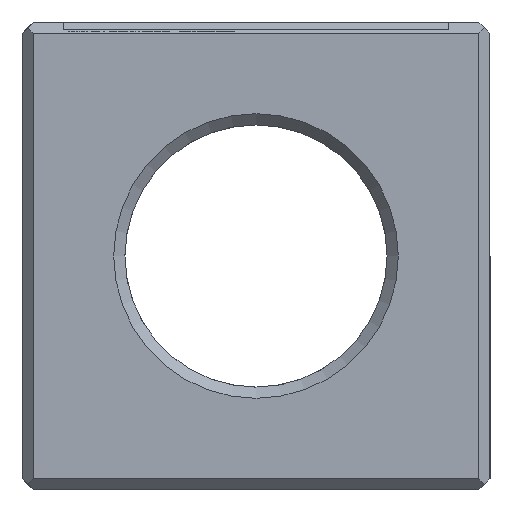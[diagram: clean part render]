
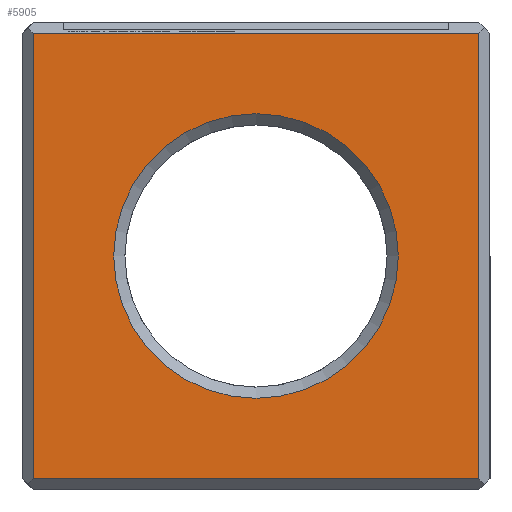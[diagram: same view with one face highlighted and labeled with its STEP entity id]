
A CAD part, left-side view. The second image highlights one B-rep face of the part: STEP entity #5905.
In plain terms, the highlighted planar face has unit normal (-1, 0, 0).
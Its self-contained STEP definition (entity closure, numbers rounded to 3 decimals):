
#72 = PLANE('',#73);
#73 = AXIS2_PLACEMENT_3D('',#74,#75,#76);
#74 = CARTESIAN_POINT('',(0.,0.,0.3));
#75 = DIRECTION('',(-0.707,0.,-0.707)
  );
#76 = DIRECTION('',(0.707,0.,-0.707));
#1272 = PLANE('',#1273);
#1273 = AXIS2_PLACEMENT_3D('',#1274,#1275,#1276);
#1274 = CARTESIAN_POINT('',(0.3,12.5,0.));
#1275 = DIRECTION('',(0.707,-0.707,0.));
#1276 = DIRECTION('',(-0.707,-0.707,0.));
#1503 = PLANE('',#1504);
#1504 = AXIS2_PLACEMENT_3D('',#1505,#1506,#1507);
#1505 = CARTESIAN_POINT('',(0.3,0.,0.));
#1506 = DIRECTION('',(-0.707,-0.707,0.));
#1507 = DIRECTION('',(-0.707,0.707,0.));
#1571 = VERTEX_POINT('',#1572);
#1572 = CARTESIAN_POINT('',(0.,0.3,0.3));
#1593 = EDGE_CURVE('',#1571,#1594,#1596,.T.);
#1594 = VERTEX_POINT('',#1595);
#1595 = CARTESIAN_POINT('',(0.,12.2,0.3));
#1596 = SURFACE_CURVE('',#1597,(#1601,#1608),.PCURVE_S1.);
#1597 = LINE('',#1598,#1599);
#1598 = CARTESIAN_POINT('',(0.,0.,0.3));
#1599 = VECTOR('',#1600,1.);
#1600 = DIRECTION('',(0.,1.,0.));
#1601 = PCURVE('',#72,#1602);
#1602 = DEFINITIONAL_REPRESENTATION('',(#1603),#1607);
#1603 = LINE('',#1604,#1605);
#1604 = CARTESIAN_POINT('',(0.,0.));
#1605 = VECTOR('',#1606,1.);
#1606 = DIRECTION('',(0.,-1.));
#1607 = ( GEOMETRIC_REPRESENTATION_CONTEXT(2) 
PARAMETRIC_REPRESENTATION_CONTEXT() REPRESENTATION_CONTEXT('2D SPACE',''
  ) );
#1608 = PCURVE('',#1609,#1614);
#1609 = PLANE('',#1610);
#1610 = AXIS2_PLACEMENT_3D('',#1611,#1612,#1613);
#1611 = CARTESIAN_POINT('',(0.,12.5,0.));
#1612 = DIRECTION('',(1.,0.,0.));
#1613 = DIRECTION('',(0.,-1.,0.));
#1614 = DEFINITIONAL_REPRESENTATION('',(#1615),#1619);
#1615 = LINE('',#1616,#1617);
#1616 = CARTESIAN_POINT('',(12.5,-0.3));
#1617 = VECTOR('',#1618,1.);
#1618 = DIRECTION('',(-1.,0.));
#1619 = ( GEOMETRIC_REPRESENTATION_CONTEXT(2) 
PARAMETRIC_REPRESENTATION_CONTEXT() REPRESENTATION_CONTEXT('2D SPACE',''
  ) );
#4492 = VERTEX_POINT('',#4493);
#4493 = CARTESIAN_POINT('',(0.,12.2,12.2));
#4507 = PLANE('',#4508);
#4508 = AXIS2_PLACEMENT_3D('',#4509,#4510,#4511);
#4509 = CARTESIAN_POINT('',(0.3,0.,12.5));
#4510 = DIRECTION('',(-0.707,0.,0.707
    ));
#4511 = DIRECTION('',(-0.707,0.,-0.707
    ));
#4519 = EDGE_CURVE('',#1594,#4492,#4520,.T.);
#4520 = SURFACE_CURVE('',#4521,(#4525,#4532),.PCURVE_S1.);
#4521 = LINE('',#4522,#4523);
#4522 = CARTESIAN_POINT('',(0.,12.2,0.));
#4523 = VECTOR('',#4524,1.);
#4524 = DIRECTION('',(0.,0.,1.));
#4525 = PCURVE('',#1272,#4526);
#4526 = DEFINITIONAL_REPRESENTATION('',(#4527),#4531);
#4527 = LINE('',#4528,#4529);
#4528 = CARTESIAN_POINT('',(0.424,0.));
#4529 = VECTOR('',#4530,1.);
#4530 = DIRECTION('',(0.,-1.));
#4531 = ( GEOMETRIC_REPRESENTATION_CONTEXT(2) 
PARAMETRIC_REPRESENTATION_CONTEXT() REPRESENTATION_CONTEXT('2D SPACE',''
  ) );
#4532 = PCURVE('',#1609,#4533);
#4533 = DEFINITIONAL_REPRESENTATION('',(#4534),#4538);
#4534 = LINE('',#4535,#4536);
#4535 = CARTESIAN_POINT('',(0.3,0.));
#4536 = VECTOR('',#4537,1.);
#4537 = DIRECTION('',(0.,-1.));
#4538 = ( GEOMETRIC_REPRESENTATION_CONTEXT(2) 
PARAMETRIC_REPRESENTATION_CONTEXT() REPRESENTATION_CONTEXT('2D SPACE',''
  ) );
#5862 = VERTEX_POINT('',#5863);
#5863 = CARTESIAN_POINT('',(0.,0.3,12.2));
#5884 = EDGE_CURVE('',#1571,#5862,#5885,.T.);
#5885 = SURFACE_CURVE('',#5886,(#5890,#5897),.PCURVE_S1.);
#5886 = LINE('',#5887,#5888);
#5887 = CARTESIAN_POINT('',(0.,0.3,0.));
#5888 = VECTOR('',#5889,1.);
#5889 = DIRECTION('',(0.,0.,1.));
#5890 = PCURVE('',#1503,#5891);
#5891 = DEFINITIONAL_REPRESENTATION('',(#5892),#5896);
#5892 = LINE('',#5893,#5894);
#5893 = CARTESIAN_POINT('',(0.424,0.));
#5894 = VECTOR('',#5895,1.);
#5895 = DIRECTION('',(0.,-1.));
#5896 = ( GEOMETRIC_REPRESENTATION_CONTEXT(2) 
PARAMETRIC_REPRESENTATION_CONTEXT() REPRESENTATION_CONTEXT('2D SPACE',''
  ) );
#5897 = PCURVE('',#1609,#5898);
#5898 = DEFINITIONAL_REPRESENTATION('',(#5899),#5903);
#5899 = LINE('',#5900,#5901);
#5900 = CARTESIAN_POINT('',(12.2,0.));
#5901 = VECTOR('',#5902,1.);
#5902 = DIRECTION('',(0.,-1.));
#5903 = ( GEOMETRIC_REPRESENTATION_CONTEXT(2) 
PARAMETRIC_REPRESENTATION_CONTEXT() REPRESENTATION_CONTEXT('2D SPACE',''
  ) );
#5905 = ADVANCED_FACE('',(#5906,#5932),#1609,.F.);
#5906 = FACE_BOUND('',#5907,.F.);
#5907 = EDGE_LOOP('',(#5908,#5909,#5910,#5911));
#5908 = ORIENTED_EDGE('',*,*,#5884,.F.);
#5909 = ORIENTED_EDGE('',*,*,#1593,.T.);
#5910 = ORIENTED_EDGE('',*,*,#4519,.T.);
#5911 = ORIENTED_EDGE('',*,*,#5912,.F.);
#5912 = EDGE_CURVE('',#5862,#4492,#5913,.T.);
#5913 = SURFACE_CURVE('',#5914,(#5918,#5925),.PCURVE_S1.);
#5914 = LINE('',#5915,#5916);
#5915 = CARTESIAN_POINT('',(0.,0.,12.2));
#5916 = VECTOR('',#5917,1.);
#5917 = DIRECTION('',(0.,1.,0.));
#5918 = PCURVE('',#1609,#5919);
#5919 = DEFINITIONAL_REPRESENTATION('',(#5920),#5924);
#5920 = LINE('',#5921,#5922);
#5921 = CARTESIAN_POINT('',(12.5,-12.2));
#5922 = VECTOR('',#5923,1.);
#5923 = DIRECTION('',(-1.,0.));
#5924 = ( GEOMETRIC_REPRESENTATION_CONTEXT(2) 
PARAMETRIC_REPRESENTATION_CONTEXT() REPRESENTATION_CONTEXT('2D SPACE',''
  ) );
#5925 = PCURVE('',#4507,#5926);
#5926 = DEFINITIONAL_REPRESENTATION('',(#5927),#5931);
#5927 = LINE('',#5928,#5929);
#5928 = CARTESIAN_POINT('',(0.424,0.));
#5929 = VECTOR('',#5930,1.);
#5930 = DIRECTION('',(0.,-1.));
#5931 = ( GEOMETRIC_REPRESENTATION_CONTEXT(2) 
PARAMETRIC_REPRESENTATION_CONTEXT() REPRESENTATION_CONTEXT('2D SPACE',''
  ) );
#5932 = FACE_BOUND('',#5933,.F.);
#5933 = EDGE_LOOP('',(#5934));
#5934 = ORIENTED_EDGE('',*,*,#5935,.T.);
#5935 = EDGE_CURVE('',#5936,#5936,#5938,.T.);
#5936 = VERTEX_POINT('',#5937);
#5937 = CARTESIAN_POINT('',(0.,2.45,6.25));
#5938 = SURFACE_CURVE('',#5939,(#5944,#5955),.PCURVE_S1.);
#5939 = CIRCLE('',#5940,3.8);
#5940 = AXIS2_PLACEMENT_3D('',#5941,#5942,#5943);
#5941 = CARTESIAN_POINT('',(0.,6.25,6.25));
#5942 = DIRECTION('',(-1.,0.,0.));
#5943 = DIRECTION('',(0.,-1.,0.));
#5944 = PCURVE('',#1609,#5945);
#5945 = DEFINITIONAL_REPRESENTATION('',(#5946),#5954);
#5946 = ( BOUNDED_CURVE() B_SPLINE_CURVE(2,(#5947,#5948,#5949,#5950,
#5951,#5952,#5953),.UNSPECIFIED.,.T.,.F.) B_SPLINE_CURVE_WITH_KNOTS((1,2
    ,2,2,2,1),(-2.094,0.,2.094,4.189,
6.283,8.378),.UNSPECIFIED.) CURVE() 
GEOMETRIC_REPRESENTATION_ITEM() RATIONAL_B_SPLINE_CURVE((1.,0.5,1.,0.5,
1.,0.5,1.)) REPRESENTATION_ITEM('') );
#5947 = CARTESIAN_POINT('',(10.05,-6.25));
#5948 = CARTESIAN_POINT('',(10.05,-12.832));
#5949 = CARTESIAN_POINT('',(4.35,-9.541));
#5950 = CARTESIAN_POINT('',(-1.35,-6.25));
#5951 = CARTESIAN_POINT('',(4.35,-2.959));
#5952 = CARTESIAN_POINT('',(10.05,0.332));
#5953 = CARTESIAN_POINT('',(10.05,-6.25));
#5954 = ( GEOMETRIC_REPRESENTATION_CONTEXT(2) 
PARAMETRIC_REPRESENTATION_CONTEXT() REPRESENTATION_CONTEXT('2D SPACE',''
  ) );
#5955 = PCURVE('',#5956,#5961);
#5956 = CONICAL_SURFACE('',#5957,3.5,0.785);
#5957 = AXIS2_PLACEMENT_3D('',#5958,#5959,#5960);
#5958 = CARTESIAN_POINT('',(0.3,6.25,6.25));
#5959 = DIRECTION('',(-1.,-0.,-0.));
#5960 = DIRECTION('',(0.,-1.,0.));
#5961 = DEFINITIONAL_REPRESENTATION('',(#5962),#5966);
#5962 = LINE('',#5963,#5964);
#5963 = CARTESIAN_POINT('',(0.,0.3));
#5964 = VECTOR('',#5965,1.);
#5965 = DIRECTION('',(1.,0.));
#5966 = ( GEOMETRIC_REPRESENTATION_CONTEXT(2) 
PARAMETRIC_REPRESENTATION_CONTEXT() REPRESENTATION_CONTEXT('2D SPACE',''
  ) );
